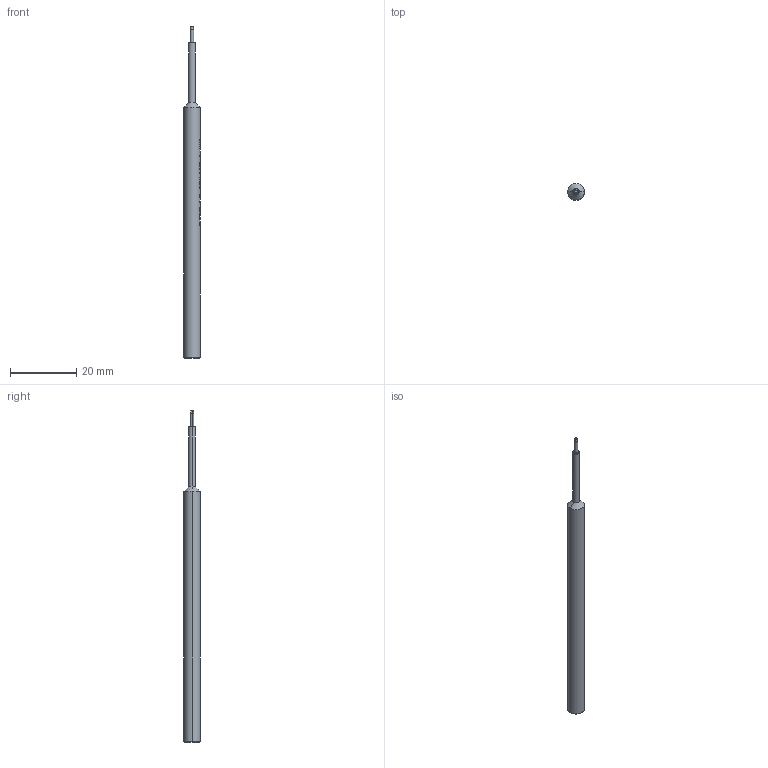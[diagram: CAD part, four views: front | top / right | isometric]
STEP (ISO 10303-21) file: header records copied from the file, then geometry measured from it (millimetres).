
FILE_DESCRIPTION (( 'STEP AP214' ), '1' );
FILE_NAME ('MOD-FEWZ-075E0.STEP', '2021-01-27T07:26:40', ( '' ), ( '' ), 'SwSTEP 2.0', 'SolidWorks 2020', '' );
FILE_SCHEMA (( 'AUTOMOTIVE_DESIGN' ));
Length unit declared in the file: millimetre
Products named in the file (1): MOD-FEWZ-075E0
Bounding box: 5 x 5 x 100 mm (x, y, z)
Volume: 1557.2 mm3; surface area: 1360.7 mm2
Topology: 1 solids, 1 shells, 192 faces, 551 edges, 364 vertices
Faces by surface type: plane 88, bspline 54, cylinder 42, cone 8
Entity records: 11780 total; most frequent: CARTESIAN_POINT 7205, ORIENTED_EDGE 1102, DIRECTION 725, EDGE_CURVE 551, VERTEX_POINT 364, AXIS2_PLACEMENT_3D 255, B_SPLINE_CURVE_WITH_KNOTS 220, LINE 215
